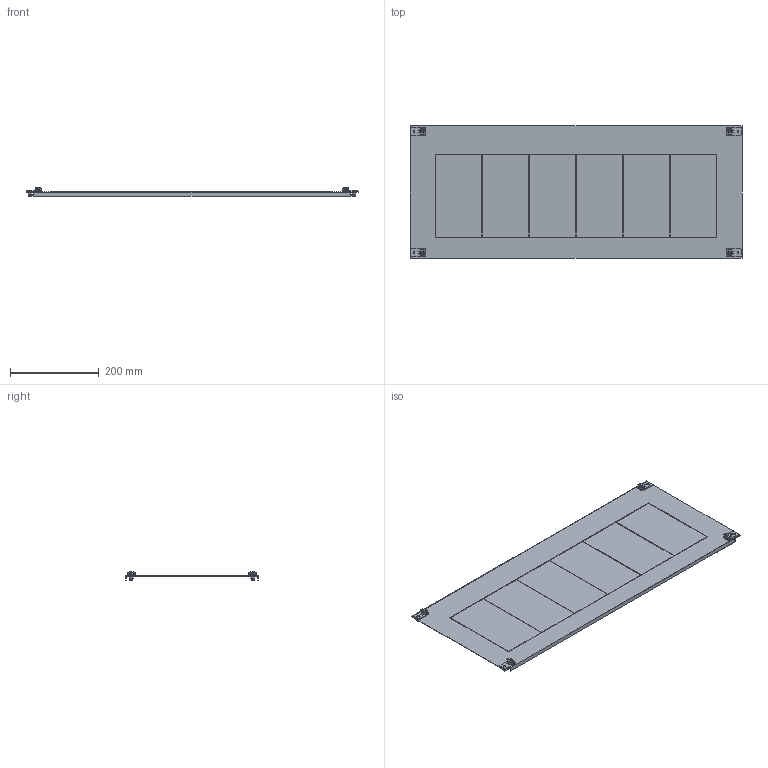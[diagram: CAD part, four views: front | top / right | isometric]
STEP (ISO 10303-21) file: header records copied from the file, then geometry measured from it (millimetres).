
FILE_DESCRIPTION((''),'2;1');
FILE_NAME('001339454_CP_3_2_K00_M_ASM','2023-01-24T08:57:13',('klemen.sitar'),('Audax d.o.o.'),'CREO PARAMETRIC BY PTC INC, 2021304','CREO PARAMETRIC BY PTC INC, 2021304','');
FILE_SCHEMA(('AP242_MANAGED_MODEL_BASED_3D_ENGINEERING_MIM_LF { 1 0 10303 442 1 1 4 }'));
Products named in the file (27): PRT0002_1_1_1_1_1_1_2_3_1_1_1_1; PRT0003_1_1_1_1_1_1_2_3_1_1_1_1; BLACK_PIN_ASM_1_ASM_1_ASM_1_A_2_ASM; BLACK_PIN_COLO_ASM_1_ASM_1_AS_2_ASM; ASM0002_ASM_1_ASM_1_1_2_ASM_1_A_ASM; PRT0002_1_1_1_1_1_1_2_1_1_1_1_1; PRT0003_1_1_1_1_1_1_2_1_1_1_1_1; BLACK_PIN_ASM_1_ASM_1_ASM_1_A_5_ASM; BLACK_PIN_COLO_ASM_1_ASM_1_AS_5_ASM; ASM0002_ASM_1_ASM_1_1_ASM_1_1_A_ASM; 001101436_CP_1_2_F_ASM_1_ASM__4; PRT0002_1_1_1_1_1_1_2_1_1_1_1_4; PRT0003_1_1_1_1_1_1_2_1_1_1_1_4; BLACK_PIN_ASM_1_ASM_1_ASM_1_A_4_ASM; BLACK_PIN_COLO_ASM_1_ASM_1_AS_4_ASM; ASM0002_ASM_1_ASM_1_1_ASM_1_A_1_ASM; PRT0002_1_1_1_1_1_1_2_3_1_1_1_4; PRT0003_1_1_1_1_1_1_2_3_1_1_1_4; BLACK_PIN_ASM_1_ASM_1_ASM_1_A_8_ASM; BLACK_PIN_COLO_ASM_1_ASM_1_AS_8_ASM; ASM0002_ASM_1_ASM_1_1_2_ASM_1_3_ASM; 001101436_CP_1_2_F_ASM_1_1_AS_3_ASM; ASM0001_ASM_1_1_ASM_1_1_ASM_1_A_ASM; 001101436_CP_1_2_F_ASM_1_1_AS_2_ASM; ASM0001_ASM_1_1_ASM_1_ASM_1_ASM; PRT0002_1_1_1_1_1_1_1_1_1_1_1; 001339454_CP_3_2_K00_M_ASM
Assembly tree (26 placements, depth 9):
  001339454_CP_3_2_K00_M_ASM
    ASM0002_ASM_1_ASM_1_1_2_ASM_1_A_ASM
      BLACK_PIN_COLO_ASM_1_ASM_1_AS_2_ASM
        BLACK_PIN_ASM_1_ASM_1_ASM_1_A_2_ASM
          PRT0002_1_1_1_1_1_1_2_3_1_1_1_1
          PRT0003_1_1_1_1_1_1_2_3_1_1_1_1
    ASM0002_ASM_1_ASM_1_1_ASM_1_1_A_ASM
      BLACK_PIN_COLO_ASM_1_ASM_1_AS_5_ASM
        BLACK_PIN_ASM_1_ASM_1_ASM_1_A_5_ASM
          PRT0002_1_1_1_1_1_1_2_1_1_1_1_1
          PRT0003_1_1_1_1_1_1_2_1_1_1_1_1
    ASM0001_ASM_1_1_ASM_1_ASM_1_ASM
      001101436_CP_1_2_F_ASM_1_1_AS_2_ASM
        001101436_CP_1_2_F_ASM_1_ASM__4
        ASM0001_ASM_1_1_ASM_1_1_ASM_1_A_ASM
          001101436_CP_1_2_F_ASM_1_1_AS_3_ASM
            ASM0002_ASM_1_ASM_1_1_ASM_1_A_1_ASM
              BLACK_PIN_COLO_ASM_1_ASM_1_AS_4_ASM
                BLACK_PIN_ASM_1_ASM_1_ASM_1_A_4_ASM
                  PRT0002_1_1_1_1_1_1_2_1_1_1_1_4
                  PRT0003_1_1_1_1_1_1_2_1_1_1_1_4
            ASM0002_ASM_1_ASM_1_1_2_ASM_1_3_ASM
              BLACK_PIN_COLO_ASM_1_ASM_1_AS_8_ASM
                BLACK_PIN_ASM_1_ASM_1_ASM_1_A_8_ASM
                  PRT0002_1_1_1_1_1_1_2_3_1_1_1_4
                  PRT0003_1_1_1_1_1_1_2_3_1_1_1_4
    PRT0002_1_1_1_1_1_1_1_1_1_1_1
Bounding box: 750 x 300 x 18.6 mm (x, y, z)
Volume: 246418 mm3; surface area: 489066.8 mm2
Topology: 15 solids, 15 shells, 390 faces, 1116 edges, 792 vertices
Faces by surface type: plane 262, cylinder 120, cone 8
Entity records: 34158 total; most frequent: PRESENTATION_LAYER_ASSIGNMENT 14194, CARTESIAN_POINT 3023, DIRECTION 2322, ORIENTED_EDGE 2168, PRESENTATION_STYLE_ASSIGNMENT 1158, STYLED_ITEM 1158, CURVE_STYLE 1143, EDGE_CURVE 1084
